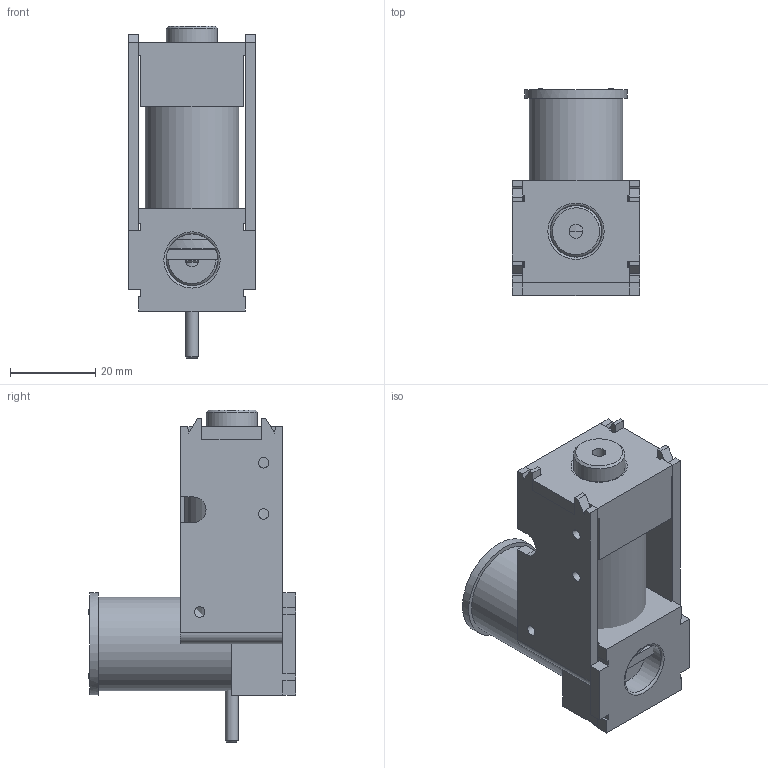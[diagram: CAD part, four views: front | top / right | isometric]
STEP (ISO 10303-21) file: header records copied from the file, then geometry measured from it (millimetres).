
FILE_DESCRIPTION( ( 'Unknown' ), '1' );
FILE_NAME( 'ERB35_N (stroke=5mm).stp', 'Unknown', ( 'Unknown' ), ( 'Unknown' ), 'PSStep 11.0', 'Unknown', ' ' );
FILE_SCHEMA( ( 'AUTOMOTIVE_DESIGN { 1 0 10303 214 1 1 1 1 }' ) );
Length unit declared in the file: millimetre
Products named in the file (5): Assem1; C_ERB35_N (s=5mm); CA_ERB35_N; NM_ERB35_N (s=5mm); CE Tope
Bounding box: 30 x 48.6 x 77.9 mm (x, y, z)
Volume: 48896.7 mm3; surface area: 29652.3 mm2
Topology: 8 solids, 8 shells, 516 faces, 1334 edges, 890 vertices
Faces by surface type: plane 410, extrusion 48, cylinder 40, cone 14, torus 4
Full cylindrical faces by diameter (mm): 2.4 x2, 2.459 x6, 3 x4, 3.1 x2, 3.242 x2, 5 x2, 10 x2, 10.5 x2, 12 x2, 12.2 x2, 22 x2, 24 x2
Entity records: 10406 total; most frequent: CARTESIAN_POINT 2569, ORIENTED_EDGE 1264, DIRECTION 918, EDGE_CURVE 632, VERTEX_POINT 434, VECTOR 328, EDGE_LOOP 322, LINE 304
